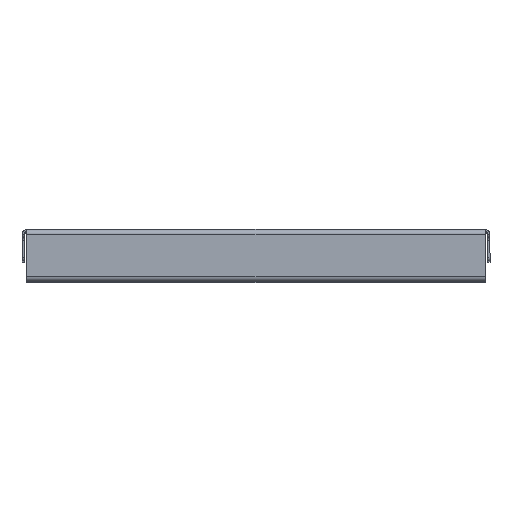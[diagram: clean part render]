
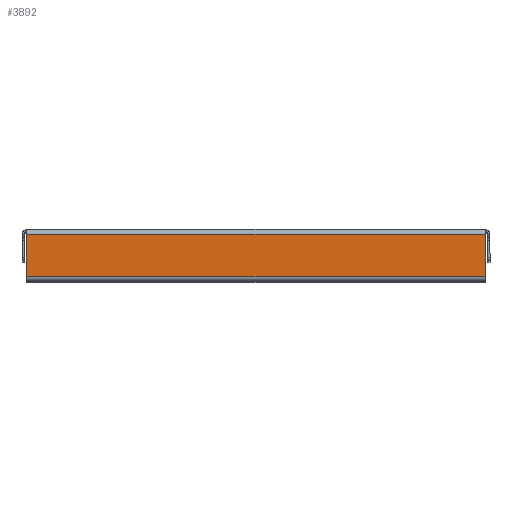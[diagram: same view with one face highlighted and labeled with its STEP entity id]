
A CAD part, top view. The second image highlights one B-rep face of the part: STEP entity #3892.
In plain terms, the highlighted planar face has unit normal (0, 0, 1).
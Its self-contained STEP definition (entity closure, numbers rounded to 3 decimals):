
#104 = VECTOR ( 'NONE', #2623, 1000. ) ;
#408 = LINE ( 'NONE', #2053, #104 ) ;
#412 = DIRECTION ( 'NONE',  ( 0., 0., 1. ) ) ;
#519 = DIRECTION ( 'NONE',  ( 0., -1., 0. ) ) ;
#745 = VERTEX_POINT ( 'NONE', #5152 ) ;
#789 = EDGE_CURVE ( 'NONE', #4588, #2174, #4623, .T. ) ;
#1269 = CARTESIAN_POINT ( 'NONE',  ( 146., -30., 249. ) ) ;
#1370 = EDGE_CURVE ( 'NONE', #4588, #745, #408, .T. ) ;
#1423 = LINE ( 'NONE', #1519, #3023 ) ;
#1519 = CARTESIAN_POINT ( 'NONE',  ( -146., -1.5, 249. ) ) ;
#2053 = CARTESIAN_POINT ( 'NONE',  ( 0., -3., 249. ) ) ;
#2098 = DIRECTION ( 'NONE',  ( -1., 0., 0. ) ) ;
#2174 = VERTEX_POINT ( 'NONE', #1269 ) ;
#2586 = CARTESIAN_POINT ( 'NONE',  ( 146., -3., 249. ) ) ;
#2623 = DIRECTION ( 'NONE',  ( -1., 0., 0. ) ) ;
#3023 = VECTOR ( 'NONE', #4088, 1000. ) ;
#3276 = LINE ( 'NONE', #5448, #3459 ) ;
#3310 = ORIENTED_EDGE ( 'NONE', *, *, #789, .F. ) ;
#3459 = VECTOR ( 'NONE', #2098, 1000. ) ;
#3572 = EDGE_CURVE ( 'NONE', #2174, #4233, #3276, .T. ) ;
#3800 = CARTESIAN_POINT ( 'NONE',  ( -146., -30., 249. ) ) ;
#3892 = ADVANCED_FACE ( 'NONE', ( #5266 ), #7036, .T. ) ;
#4088 = DIRECTION ( 'NONE',  ( 0., 1., 0. ) ) ;
#4233 = VERTEX_POINT ( 'NONE', #3800 ) ;
#4542 = EDGE_CURVE ( 'NONE', #4233, #745, #1423, .T. ) ;
#4588 = VERTEX_POINT ( 'NONE', #2586 ) ;
#4623 = LINE ( 'NONE', #6289, #4774 ) ;
#4774 = VECTOR ( 'NONE', #6921, 1000. ) ;
#4830 = EDGE_LOOP ( 'NONE', ( #3310, #6288, #6615, #5946 ) ) ;
#5152 = CARTESIAN_POINT ( 'NONE',  ( -146., -3., 249. ) ) ;
#5266 = FACE_OUTER_BOUND ( 'NONE', #4830, .T. ) ;
#5448 = CARTESIAN_POINT ( 'NONE',  ( -146., -30., 249. ) ) ;
#5866 = CARTESIAN_POINT ( 'NONE',  ( 0., 0., 249. ) ) ;
#5946 = ORIENTED_EDGE ( 'NONE', *, *, #3572, .F. ) ;
#6288 = ORIENTED_EDGE ( 'NONE', *, *, #1370, .T. ) ;
#6289 = CARTESIAN_POINT ( 'NONE',  ( 146., -30., 249. ) ) ;
#6615 = ORIENTED_EDGE ( 'NONE', *, *, #4542, .F. ) ;
#6864 = AXIS2_PLACEMENT_3D ( 'NONE', #5866, #412, #519 ) ;
#6921 = DIRECTION ( 'NONE',  ( 0., -1., 0. ) ) ;
#7036 = PLANE ( 'NONE',  #6864 ) ;
